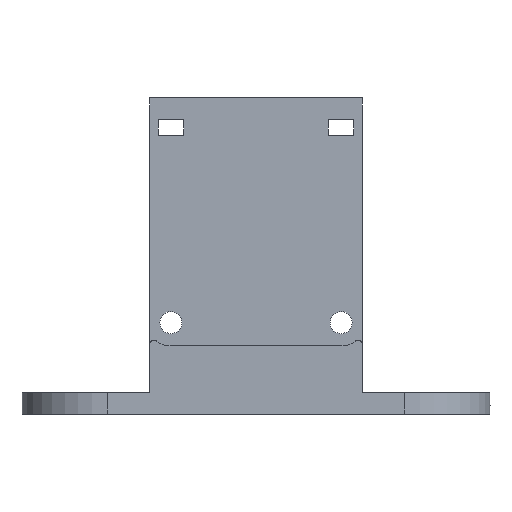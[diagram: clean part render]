
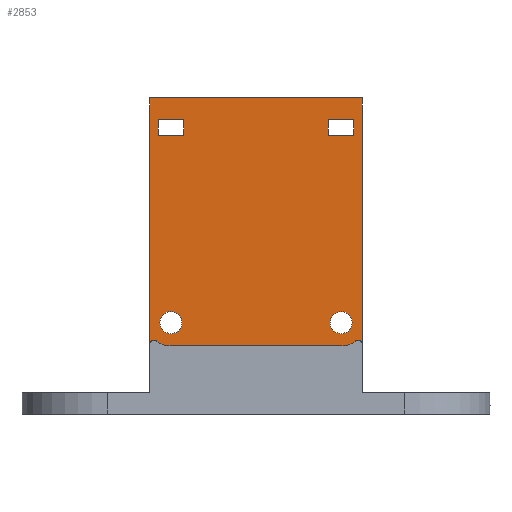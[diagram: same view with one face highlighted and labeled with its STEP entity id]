
A CAD part, front view. The second image highlights one B-rep face of the part: STEP entity #2853.
In plain terms, the highlighted planar face has unit normal (0, -1, 0).
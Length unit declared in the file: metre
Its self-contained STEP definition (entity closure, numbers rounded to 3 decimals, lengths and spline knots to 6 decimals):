
#95=B_SPLINE_CURVE_WITH_KNOTS('',3,(#4602,#4603,#4604,#4605),
 .UNSPECIFIED.,.F.,.F.,(4,4),(0.,1.),.UNSPECIFIED.);
#96=B_SPLINE_CURVE_WITH_KNOTS('',3,(#4609,#4610,#4611,#4612),
 .UNSPECIFIED.,.F.,.F.,(4,4),(0.,1.),.UNSPECIFIED.);
#270=LINE('',#4575,#539);
#274=LINE('',#4584,#543);
#276=LINE('',#4588,#545);
#277=LINE('',#4590,#546);
#278=LINE('',#4592,#547);
#279=LINE('',#4600,#548);
#280=LINE('',#4607,#549);
#281=LINE('',#4614,#550);
#282=LINE('',#4620,#551);
#283=LINE('',#4623,#552);
#284=LINE('',#4625,#553);
#285=LINE('',#4627,#554);
#539=VECTOR('',#3669,1.);
#543=VECTOR('',#3675,1.);
#545=VECTOR('',#3679,1.);
#546=VECTOR('',#3680,1.);
#547=VECTOR('',#3681,1.);
#548=VECTOR('',#3688,1.);
#549=VECTOR('',#3689,1.);
#550=VECTOR('',#3690,1.);
#551=VECTOR('',#3695,1.);
#552=VECTOR('',#3698,1.);
#553=VECTOR('',#3699,1.);
#554=VECTOR('',#3700,1.);
#1098=ORIENTED_EDGE('',*,*,#1741,.T.);
#1099=ORIENTED_EDGE('',*,*,#1739,.T.);
#1100=ORIENTED_EDGE('',*,*,#1742,.T.);
#1101=ORIENTED_EDGE('',*,*,#1743,.T.);
#1102=ORIENTED_EDGE('',*,*,#1744,.T.);
#1103=ORIENTED_EDGE('',*,*,#1745,.T.);
#1104=ORIENTED_EDGE('',*,*,#1746,.T.);
#1105=ORIENTED_EDGE('',*,*,#1747,.T.);
#1106=ORIENTED_EDGE('',*,*,#1748,.F.);
#1107=ORIENTED_EDGE('',*,*,#1749,.T.);
#1108=ORIENTED_EDGE('',*,*,#1750,.T.);
#1109=ORIENTED_EDGE('',*,*,#1751,.T.);
#1110=ORIENTED_EDGE('',*,*,#1752,.T.);
#1111=ORIENTED_EDGE('',*,*,#1753,.T.);
#1112=ORIENTED_EDGE('',*,*,#1754,.T.);
#1113=ORIENTED_EDGE('',*,*,#1755,.T.);
#1114=ORIENTED_EDGE('',*,*,#1756,.T.);
#1115=ORIENTED_EDGE('',*,*,#1735,.T.);
#1116=ORIENTED_EDGE('',*,*,#1757,.T.);
#1117=ORIENTED_EDGE('',*,*,#1758,.T.);
#1735=EDGE_CURVE('',#2087,#2086,#270,.T.);
#1739=EDGE_CURVE('',#2091,#2090,#274,.T.);
#1741=EDGE_CURVE('',#2092,#2091,#276,.T.);
#1742=EDGE_CURVE('',#2090,#2093,#277,.T.);
#1743=EDGE_CURVE('',#2093,#2092,#278,.T.);
#1744=EDGE_CURVE('',#2094,#2094,#2260,.T.);
#1745=EDGE_CURVE('',#2095,#2095,#2261,.T.);
#1746=EDGE_CURVE('',#2096,#2097,#2262,.T.);
#1747=EDGE_CURVE('',#2097,#2098,#279,.T.);
#1748=EDGE_CURVE('',#2099,#2098,#95,.F.);
#1749=EDGE_CURVE('',#2099,#2100,#280,.T.);
#1750=EDGE_CURVE('',#2100,#2101,#96,.T.);
#1751=EDGE_CURVE('',#2101,#2102,#281,.T.);
#1752=EDGE_CURVE('',#2102,#2103,#2263,.T.);
#1753=EDGE_CURVE('',#2103,#2104,#2264,.T.);
#1754=EDGE_CURVE('',#2104,#2105,#282,.T.);
#1755=EDGE_CURVE('',#2105,#2096,#2265,.T.);
#1756=EDGE_CURVE('',#2106,#2087,#283,.T.);
#1757=EDGE_CURVE('',#2086,#2107,#284,.T.);
#1758=EDGE_CURVE('',#2107,#2106,#285,.T.);
#2086=VERTEX_POINT('',#4574);
#2087=VERTEX_POINT('',#4576);
#2090=VERTEX_POINT('',#4583);
#2091=VERTEX_POINT('',#4585);
#2092=VERTEX_POINT('',#4589);
#2093=VERTEX_POINT('',#4591);
#2094=VERTEX_POINT('',#4594);
#2095=VERTEX_POINT('',#4596);
#2096=VERTEX_POINT('',#4598);
#2097=VERTEX_POINT('',#4599);
#2098=VERTEX_POINT('',#4601);
#2099=VERTEX_POINT('',#4606);
#2100=VERTEX_POINT('',#4608);
#2101=VERTEX_POINT('',#4613);
#2102=VERTEX_POINT('',#4615);
#2103=VERTEX_POINT('',#4617);
#2104=VERTEX_POINT('',#4619);
#2105=VERTEX_POINT('',#4621);
#2106=VERTEX_POINT('',#4624);
#2107=VERTEX_POINT('',#4626);
#2260=CIRCLE('',#3089,0.0026);
#2261=CIRCLE('',#3090,0.0026);
#2262=CIRCLE('',#3091,0.00105);
#2263=CIRCLE('',#3092,0.00105);
#2264=CIRCLE('',#3093,0.0048);
#2265=CIRCLE('',#3094,0.0048);
#2397=EDGE_LOOP('',(#1098,#1099,#1100,#1101));
#2398=EDGE_LOOP('',(#1102));
#2399=EDGE_LOOP('',(#1103));
#2400=EDGE_LOOP('',(#1104,#1105,#1106,#1107,#1108,#1109,#1110,#1111,#1112,
#1113));
#2401=EDGE_LOOP('',(#1114,#1115,#1116,#1117));
#2595=FACE_BOUND('',#2397,.T.);
#2596=FACE_BOUND('',#2398,.T.);
#2597=FACE_BOUND('',#2399,.T.);
#2598=FACE_BOUND('',#2400,.T.);
#2599=FACE_BOUND('',#2401,.T.);
#2745=PLANE('',#3088);
#2853=ADVANCED_FACE('',(#2595,#2596,#2597,#2598,#2599),#2745,.F.);
#3088=AXIS2_PLACEMENT_3D('',#4587,#3677,#3678);
#3089=AXIS2_PLACEMENT_3D('',#4593,#3682,#3683);
#3090=AXIS2_PLACEMENT_3D('',#4595,#3684,#3685);
#3091=AXIS2_PLACEMENT_3D('',#4597,#3686,#3687);
#3092=AXIS2_PLACEMENT_3D('',#4616,#3691,#3692);
#3093=AXIS2_PLACEMENT_3D('',#4618,#3693,#3694);
#3094=AXIS2_PLACEMENT_3D('',#4622,#3696,#3697);
#3669=DIRECTION('',(0.,0.,-1.));
#3675=DIRECTION('',(0.,0.,-1.));
#3677=DIRECTION('',(0.,1.,0.));
#3678=DIRECTION('',(1.,0.,0.));
#3679=DIRECTION('',(1.,0.,0.));
#3680=DIRECTION('',(-1.,0.,0.));
#3681=DIRECTION('',(0.,0.,1.));
#3682=DIRECTION('',(0.,1.,0.));
#3683=DIRECTION('',(1.,0.,0.));
#3684=DIRECTION('',(0.,1.,0.));
#3685=DIRECTION('',(1.,0.,0.));
#3686=DIRECTION('',(0.,1.,0.));
#3687=DIRECTION('',(1.,0.,0.));
#3688=DIRECTION('',(0.,0.,1.));
#3689=DIRECTION('',(-1.,0.,0.));
#3690=DIRECTION('',(0.,0.,-1.));
#3691=DIRECTION('',(0.,1.,0.));
#3692=DIRECTION('',(0.641,0.,0.768));
#3693=DIRECTION('',(0.,-1.,0.));
#3694=DIRECTION('',(-0.641,0.,-0.768));
#3695=DIRECTION('',(1.,0.,0.));
#3696=DIRECTION('',(0.,-1.,0.));
#3697=DIRECTION('',(0.,0.,-1.));
#3698=DIRECTION('',(1.,0.,0.));
#3699=DIRECTION('',(-1.,0.,0.));
#3700=DIRECTION('',(0.,0.,1.));
#4574=CARTESIAN_POINT('',(0.023,-0.033235,0.065509));
#4575=CARTESIAN_POINT('',(0.023,-0.033235,0.04083));
#4576=CARTESIAN_POINT('',(0.023,-0.033235,0.069209));
#4583=CARTESIAN_POINT('',(-0.017,-0.033235,0.065509));
#4584=CARTESIAN_POINT('',(-0.017,-0.033235,0.04083));
#4585=CARTESIAN_POINT('',(-0.017,-0.033235,0.069209));
#4587=CARTESIAN_POINT('',(0.,-0.033235,0.03425));
#4588=CARTESIAN_POINT('',(-0.0115,-0.033235,0.069209));
#4589=CARTESIAN_POINT('',(-0.023,-0.033235,0.069209));
#4590=CARTESIAN_POINT('',(-0.0085,-0.033235,0.065509));
#4591=CARTESIAN_POINT('',(-0.023,-0.033235,0.065509));
#4592=CARTESIAN_POINT('',(-0.023,-0.033235,0.03948));
#4593=CARTESIAN_POINT('',(0.02,-0.033235,0.0215));
#4594=CARTESIAN_POINT('',(0.0226,-0.033235,0.0215));
#4595=CARTESIAN_POINT('',(-0.02,-0.033235,0.0215));
#4596=CARTESIAN_POINT('',(-0.0174,-0.033235,0.0215));
#4597=CARTESIAN_POINT('',(0.02395,-0.033235,0.01631));
#4598=CARTESIAN_POINT('',(0.023277,-0.033235,0.017116));
#4599=CARTESIAN_POINT('',(0.025,-0.033235,0.01631));
#4600=CARTESIAN_POINT('',(0.025,-0.033235,0.017125));
#4601=CARTESIAN_POINT('',(0.025,-0.033235,0.0525));
#4602=CARTESIAN_POINT('',(0.025,-0.033235,0.0525));
#4603=CARTESIAN_POINT('',(0.025,-0.033235,0.059767));
#4604=CARTESIAN_POINT('',(0.025,-0.033235,0.067033));
#4605=CARTESIAN_POINT('',(0.025,-0.033235,0.0743));
#4606=CARTESIAN_POINT('',(0.025,-0.033235,0.0743));
#4607=CARTESIAN_POINT('',(0.,-0.033235,0.0743));
#4608=CARTESIAN_POINT('',(-0.025,-0.033235,0.0743));
#4609=CARTESIAN_POINT('',(-0.025,-0.033235,0.0743));
#4610=CARTESIAN_POINT('',(-0.025,-0.033235,0.067033));
#4611=CARTESIAN_POINT('',(-0.025,-0.033235,0.059767));
#4612=CARTESIAN_POINT('',(-0.025,-0.033235,0.0525));
#4613=CARTESIAN_POINT('',(-0.025,-0.033235,0.0525));
#4614=CARTESIAN_POINT('',(-0.025,-0.033235,0.017125));
#4615=CARTESIAN_POINT('',(-0.025,-0.033235,0.01631));
#4616=CARTESIAN_POINT('',(-0.02395,-0.033235,0.01631));
#4617=CARTESIAN_POINT('',(-0.023277,-0.033235,0.017116));
#4618=CARTESIAN_POINT('',(-0.0202,-0.033235,0.0208));
#4619=CARTESIAN_POINT('',(-0.0202,-0.033235,0.016));
#4620=CARTESIAN_POINT('',(0.0101,-0.033235,0.016));
#4621=CARTESIAN_POINT('',(0.0202,-0.033235,0.016));
#4622=CARTESIAN_POINT('',(0.0202,-0.033235,0.0208));
#4623=CARTESIAN_POINT('',(0.0085,-0.033235,0.069209));
#4624=CARTESIAN_POINT('',(0.017,-0.033235,0.069209));
#4625=CARTESIAN_POINT('',(0.0115,-0.033235,0.065509));
#4626=CARTESIAN_POINT('',(0.017,-0.033235,0.065509));
#4627=CARTESIAN_POINT('',(0.017,-0.033235,0.03948));
